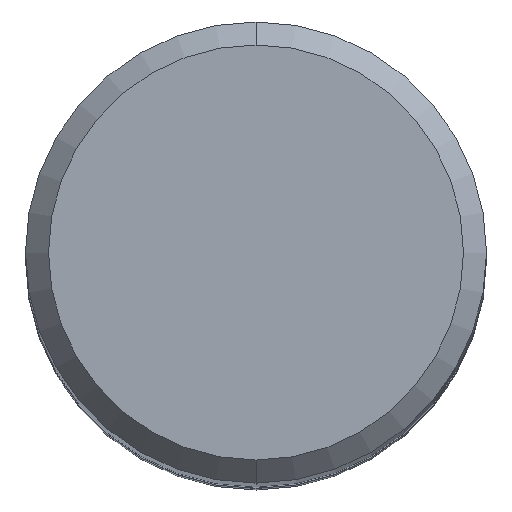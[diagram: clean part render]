
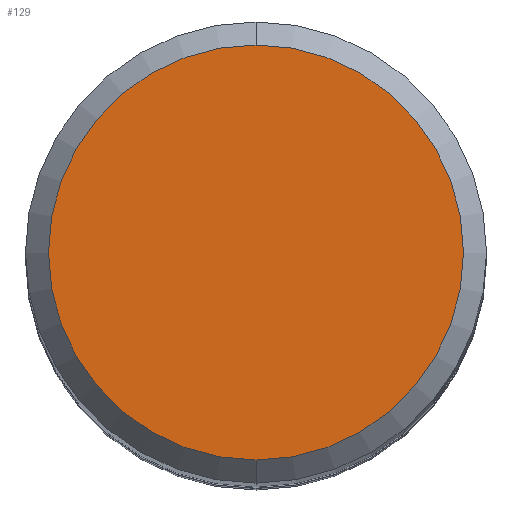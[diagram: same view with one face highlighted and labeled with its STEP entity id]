
A CAD part, top view. The second image highlights one B-rep face of the part: STEP entity #129.
In plain terms, the highlighted planar face has unit normal (0, 0, 1).
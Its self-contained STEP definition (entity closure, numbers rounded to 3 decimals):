
#129=ADVANCED_FACE('',(#317),#318,.T.);
#131=EDGE_CURVE('',#137,#195,#320,.T.);
#137=VERTEX_POINT('',#326);
#195=VERTEX_POINT('',#392);
#269=EDGE_CURVE('',#195,#137,#479,.T.);
#317=FACE_OUTER_BOUND('',#521,.T.);
#318=PLANE('',#522);
#320=CIRCLE('',#525,3.6);
#326=CARTESIAN_POINT('',(0.,-3.6,0.0));
#392=CARTESIAN_POINT('',(0.0,3.6,0.0));
#479=CIRCLE('',#725,3.6);
#521=EDGE_LOOP('',(#763,#764));
#522=AXIS2_PLACEMENT_3D('',#765,#766,#767);
#525=AXIS2_PLACEMENT_3D('',#768,#769,#770);
#725=AXIS2_PLACEMENT_3D('',#974,#975,#976);
#763=ORIENTED_EDGE('',*,*,#269,.F.);
#764=ORIENTED_EDGE('',*,*,#131,.F.);
#765=CARTESIAN_POINT('',(0.0,1.8,0.0));
#766=DIRECTION('',(-0.0,0.0,1.0));
#767=DIRECTION('',(0.0,-1.0,0.0));
#768=CARTESIAN_POINT('',(0.0,0.0,0.0));
#769=DIRECTION('',(0.0,0.0,-1.0));
#770=DIRECTION('',(0.0,1.0,0.0));
#974=CARTESIAN_POINT('',(0.0,0.0,0.0));
#975=DIRECTION('',(0.0,0.0,-1.0));
#976=DIRECTION('',(0.0,1.0,0.0));
